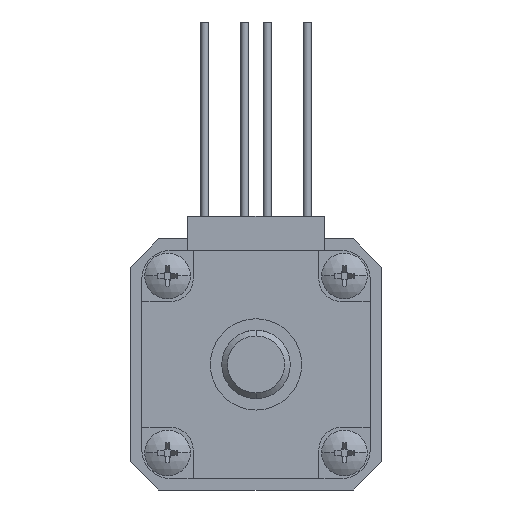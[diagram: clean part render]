
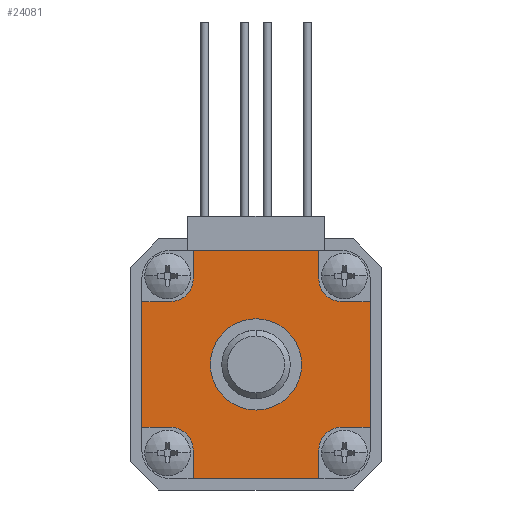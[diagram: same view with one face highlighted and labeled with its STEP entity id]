
A CAD part, front view. The second image highlights one B-rep face of the part: STEP entity #24081.
In plain terms, the highlighted planar face has unit normal (0, -1, 0).
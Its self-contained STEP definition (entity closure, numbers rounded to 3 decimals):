
#87 = AXIS2_PLACEMENT_3D ( 'NONE', #6098, #14792, #12098 ) ;
#94 = CIRCLE ( 'NONE', #22832, 2. ) ;
#163 = VERTEX_POINT ( 'NONE', #7450 ) ;
#419 = VERTEX_POINT ( 'NONE', #11975 ) ;
#465 = VECTOR ( 'NONE', #16736, 1000. ) ;
#528 = VECTOR ( 'NONE', #16509, 1000. ) ;
#653 = CARTESIAN_POINT ( 'NONE',  ( 7.5, 0., 7.5 ) ) ;
#661 = CARTESIAN_POINT ( 'NONE',  ( 0., 0., 0. ) ) ;
#960 = FACE_BOUND ( 'NONE', #19075, .T. ) ;
#972 = VERTEX_POINT ( 'NONE', #21323 ) ;
#1323 = DIRECTION ( 'NONE',  ( 0., 0., -1. ) ) ;
#1400 = EDGE_CURVE ( 'NONE', #12526, #20596, #6191, .T. ) ;
#1466 = CARTESIAN_POINT ( 'NONE',  ( 10., 0., 7.5 ) ) ;
#1505 = DIRECTION ( 'NONE',  ( 0., 0., 1. ) ) ;
#1631 = VERTEX_POINT ( 'NONE', #24952 ) ;
#1908 = ORIENTED_EDGE ( 'NONE', *, *, #12186, .T. ) ;
#2331 = CARTESIAN_POINT ( 'NONE',  ( -7.5, 0., 5.5 ) ) ;
#2411 = LINE ( 'NONE', #15382, #11885 ) ;
#3040 = ORIENTED_EDGE ( 'NONE', *, *, #9858, .T. ) ;
#3264 = CARTESIAN_POINT ( 'NONE',  ( -5.5, 0., 7.5 ) ) ;
#3521 = EDGE_CURVE ( 'NONE', #14092, #11170, #3629, .T. ) ;
#3629 = CIRCLE ( 'NONE', #19986, 2. ) ;
#3703 = EDGE_CURVE ( 'NONE', #5989, #16593, #12201, .T. ) ;
#3952 = VECTOR ( 'NONE', #8244, 1000. ) ;
#3988 = ORIENTED_EDGE ( 'NONE', *, *, #19569, .T. ) ;
#4270 = DIRECTION ( 'NONE',  ( 0., 0., 1. ) ) ;
#4493 = LINE ( 'NONE', #24168, #4667 ) ;
#4564 = AXIS2_PLACEMENT_3D ( 'NONE', #661, #10349, #1505 ) ;
#4667 = VECTOR ( 'NONE', #20012, 1000. ) ;
#4758 = CIRCLE ( 'NONE', #15683, 4. ) ;
#5043 = EDGE_CURVE ( 'NONE', #419, #23206, #4493, .T. ) ;
#5228 = PLANE ( 'NONE',  #23134 ) ;
#5324 = CARTESIAN_POINT ( 'NONE',  ( -5.5, 0., 7.5 ) ) ;
#5550 = VERTEX_POINT ( 'NONE', #2331 ) ;
#5591 = LINE ( 'NONE', #27109, #7857 ) ;
#5593 = EDGE_CURVE ( 'NONE', #24375, #972, #8611, .T. ) ;
#5867 = ORIENTED_EDGE ( 'NONE', *, *, #26819, .T. ) ;
#5873 = ORIENTED_EDGE ( 'NONE', *, *, #3703, .F. ) ;
#5989 = VERTEX_POINT ( 'NONE', #13980 ) ;
#6068 = VECTOR ( 'NONE', #16283, 1000. ) ;
#6098 = CARTESIAN_POINT ( 'NONE',  ( -7.5, 0., 7.5 ) ) ;
#6191 = LINE ( 'NONE', #25301, #465 ) ;
#6363 = ORIENTED_EDGE ( 'NONE', *, *, #27007, .T. ) ;
#6364 = CARTESIAN_POINT ( 'NONE',  ( -7.5, 0., -7.5 ) ) ;
#6465 = CARTESIAN_POINT ( 'NONE',  ( -10., 0., -5.5 ) ) ;
#7035 = CARTESIAN_POINT ( 'NONE',  ( 5.5, 0., 10. ) ) ;
#7293 = LINE ( 'NONE', #11562, #14547 ) ;
#7450 = CARTESIAN_POINT ( 'NONE',  ( -10., 0., 5.5 ) ) ;
#7687 = ORIENTED_EDGE ( 'NONE', *, *, #20968, .T. ) ;
#7857 = VECTOR ( 'NONE', #26972, 1000. ) ;
#8152 = VERTEX_POINT ( 'NONE', #23373 ) ;
#8244 = DIRECTION ( 'NONE',  ( -1., 0., 0. ) ) ;
#8245 = VERTEX_POINT ( 'NONE', #10273 ) ;
#8611 = LINE ( 'NONE', #6465, #21731 ) ;
#8926 = VERTEX_POINT ( 'NONE', #13345 ) ;
#9354 = DIRECTION ( 'NONE',  ( 0., 0., -1. ) ) ;
#9384 = EDGE_CURVE ( 'NONE', #1631, #23206, #9887, .T. ) ;
#9588 = CIRCLE ( 'NONE', #4564, 4. ) ;
#9858 = EDGE_CURVE ( 'NONE', #20714, #5550, #26021, .T. ) ;
#9887 = LINE ( 'NONE', #1466, #22823 ) ;
#10008 = VECTOR ( 'NONE', #13915, 1000. ) ;
#10083 = CARTESIAN_POINT ( 'NONE',  ( -5.5, 0., -10. ) ) ;
#10112 = DIRECTION ( 'NONE',  ( 0., 0., 1. ) ) ;
#10156 = EDGE_CURVE ( 'NONE', #19715, #8152, #9588, .T. ) ;
#10242 = ORIENTED_EDGE ( 'NONE', *, *, #5593, .T. ) ;
#10252 = ORIENTED_EDGE ( 'NONE', *, *, #13647, .T. ) ;
#10273 = CARTESIAN_POINT ( 'NONE',  ( 5.5, 0., -7.5 ) ) ;
#10349 = DIRECTION ( 'NONE',  ( 0., 1., 0. ) ) ;
#10625 = CARTESIAN_POINT ( 'NONE',  ( -10., 0., -5.5 ) ) ;
#10638 = ORIENTED_EDGE ( 'NONE', *, *, #22727, .T. ) ;
#11066 = DIRECTION ( 'NONE',  ( 0., 1., 0. ) ) ;
#11170 = VERTEX_POINT ( 'NONE', #19515 ) ;
#11562 = CARTESIAN_POINT ( 'NONE',  ( -5.5, 0., -7.5 ) ) ;
#11885 = VECTOR ( 'NONE', #4270, 1000. ) ;
#11899 = ORIENTED_EDGE ( 'NONE', *, *, #3521, .T. ) ;
#11975 = CARTESIAN_POINT ( 'NONE',  ( 7.5, 0., -5.5 ) ) ;
#12098 = DIRECTION ( 'NONE',  ( 0., 0., 1. ) ) ;
#12186 = EDGE_CURVE ( 'NONE', #8152, #19715, #4758, .T. ) ;
#12201 = LINE ( 'NONE', #20866, #10008 ) ;
#12386 = VECTOR ( 'NONE', #25051, 1000. ) ;
#12499 = DIRECTION ( 'NONE',  ( 0., 0., -1. ) ) ;
#12526 = VERTEX_POINT ( 'NONE', #27052 ) ;
#12533 = ORIENTED_EDGE ( 'NONE', *, *, #1400, .F. ) ;
#13136 = EDGE_LOOP ( 'NONE', ( #6363, #3040, #10252, #16540, #10242, #14908, #7687, #5873, #3988, #10638, #18224, #13522, #16346, #11899, #5867, #12533 ) ) ;
#13218 = ORIENTED_EDGE ( 'NONE', *, *, #10156, .T. ) ;
#13345 = CARTESIAN_POINT ( 'NONE',  ( -5.5, 0., -7.5 ) ) ;
#13522 = ORIENTED_EDGE ( 'NONE', *, *, #9384, .F. ) ;
#13640 = DIRECTION ( 'NONE',  ( 0., 1., 0. ) ) ;
#13647 = EDGE_CURVE ( 'NONE', #5550, #163, #17067, .T. ) ;
#13915 = DIRECTION ( 'NONE',  ( -1., 0., 0. ) ) ;
#13980 = CARTESIAN_POINT ( 'NONE',  ( 5.5, 0., -10. ) ) ;
#14092 = VERTEX_POINT ( 'NONE', #23175 ) ;
#14404 = DIRECTION ( 'NONE',  ( 0., 0., 1. ) ) ;
#14547 = VECTOR ( 'NONE', #15689, 1000. ) ;
#14572 = CARTESIAN_POINT ( 'NONE',  ( 0., 0., -4. ) ) ;
#14792 = DIRECTION ( 'NONE',  ( 0., 1., 0. ) ) ;
#14908 = ORIENTED_EDGE ( 'NONE', *, *, #17856, .T. ) ;
#15382 = CARTESIAN_POINT ( 'NONE',  ( 5.5, 0., 7.5 ) ) ;
#15553 = CARTESIAN_POINT ( 'NONE',  ( 10., 0., -5.5 ) ) ;
#15683 = AXIS2_PLACEMENT_3D ( 'NONE', #17100, #23100, #14404 ) ;
#15689 = DIRECTION ( 'NONE',  ( 0., 0., -1. ) ) ;
#16229 = DIRECTION ( 'NONE',  ( 0., 1., 0. ) ) ;
#16283 = DIRECTION ( 'NONE',  ( 0., 0., 1. ) ) ;
#16346 = ORIENTED_EDGE ( 'NONE', *, *, #18587, .T. ) ;
#16509 = DIRECTION ( 'NONE',  ( 0., 0., -1. ) ) ;
#16540 = ORIENTED_EDGE ( 'NONE', *, *, #17826, .F. ) ;
#16593 = VERTEX_POINT ( 'NONE', #10083 ) ;
#16736 = DIRECTION ( 'NONE',  ( 1., 0., 0. ) ) ;
#17067 = LINE ( 'NONE', #25772, #3952 ) ;
#17100 = CARTESIAN_POINT ( 'NONE',  ( 0., 0., 0. ) ) ;
#17826 = EDGE_CURVE ( 'NONE', #24375, #163, #23187, .T. ) ;
#17856 = EDGE_CURVE ( 'NONE', #972, #8926, #94, .T. ) ;
#18050 = CARTESIAN_POINT ( 'NONE',  ( -7.5, 0., 7.5 ) ) ;
#18224 = ORIENTED_EDGE ( 'NONE', *, *, #5043, .T. ) ;
#18543 = AXIS2_PLACEMENT_3D ( 'NONE', #20914, #16229, #10112 ) ;
#18568 = LINE ( 'NONE', #25129, #6068 ) ;
#18587 = EDGE_CURVE ( 'NONE', #1631, #14092, #5591, .T. ) ;
#19075 = EDGE_LOOP ( 'NONE', ( #13218, #1908 ) ) ;
#19515 = CARTESIAN_POINT ( 'NONE',  ( 5.5, 0., 7.5 ) ) ;
#19569 = EDGE_CURVE ( 'NONE', #5989, #8245, #18568, .T. ) ;
#19715 = VERTEX_POINT ( 'NONE', #14572 ) ;
#19986 = AXIS2_PLACEMENT_3D ( 'NONE', #653, #11066, #9354 ) ;
#20012 = DIRECTION ( 'NONE',  ( 1., 0., 0. ) ) ;
#20596 = VERTEX_POINT ( 'NONE', #7035 ) ;
#20714 = VERTEX_POINT ( 'NONE', #5324 ) ;
#20866 = CARTESIAN_POINT ( 'NONE',  ( -7.5, 0., -10. ) ) ;
#20914 = CARTESIAN_POINT ( 'NONE',  ( 7.5, 0., -7.5 ) ) ;
#20968 = EDGE_CURVE ( 'NONE', #8926, #16593, #7293, .T. ) ;
#21323 = CARTESIAN_POINT ( 'NONE',  ( -7.5, 0., -5.5 ) ) ;
#21461 = DIRECTION ( 'NONE',  ( 0., 1., 0. ) ) ;
#21731 = VECTOR ( 'NONE', #23857, 1000. ) ;
#22172 = FACE_OUTER_BOUND ( 'NONE', #13136, .T. ) ;
#22727 = EDGE_CURVE ( 'NONE', #8245, #419, #23548, .T. ) ;
#22823 = VECTOR ( 'NONE', #1323, 1000. ) ;
#22832 = AXIS2_PLACEMENT_3D ( 'NONE', #6364, #21461, #12499 ) ;
#23100 = DIRECTION ( 'NONE',  ( 0., 1., 0. ) ) ;
#23134 = AXIS2_PLACEMENT_3D ( 'NONE', #18050, #13640, #24753 ) ;
#23175 = CARTESIAN_POINT ( 'NONE',  ( 7.5, 0., 5.5 ) ) ;
#23187 = LINE ( 'NONE', #27173, #12386 ) ;
#23206 = VERTEX_POINT ( 'NONE', #15553 ) ;
#23373 = CARTESIAN_POINT ( 'NONE',  ( 0., 0., 4. ) ) ;
#23548 = CIRCLE ( 'NONE', #18543, 2. ) ;
#23857 = DIRECTION ( 'NONE',  ( 1., 0., 0. ) ) ;
#24081 = ADVANCED_FACE ( 'NONE', ( #960, #22172 ), #5228, .F. ) ;
#24168 = CARTESIAN_POINT ( 'NONE',  ( 10., 0., -5.5 ) ) ;
#24375 = VERTEX_POINT ( 'NONE', #10625 ) ;
#24753 = DIRECTION ( 'NONE',  ( 0., 0., 1. ) ) ;
#24952 = CARTESIAN_POINT ( 'NONE',  ( 10., 0., 5.5 ) ) ;
#25051 = DIRECTION ( 'NONE',  ( 0., 0., 1. ) ) ;
#25129 = CARTESIAN_POINT ( 'NONE',  ( 5.5, 0., -7.5 ) ) ;
#25301 = CARTESIAN_POINT ( 'NONE',  ( -7.5, 0., 10. ) ) ;
#25484 = LINE ( 'NONE', #3264, #528 ) ;
#25772 = CARTESIAN_POINT ( 'NONE',  ( -10., 0., 5.5 ) ) ;
#26021 = CIRCLE ( 'NONE', #87, 2. ) ;
#26819 = EDGE_CURVE ( 'NONE', #11170, #20596, #2411, .T. ) ;
#26972 = DIRECTION ( 'NONE',  ( -1., 0., 0. ) ) ;
#27007 = EDGE_CURVE ( 'NONE', #12526, #20714, #25484, .T. ) ;
#27052 = CARTESIAN_POINT ( 'NONE',  ( -5.5, 0., 10. ) ) ;
#27109 = CARTESIAN_POINT ( 'NONE',  ( 10., 0., 5.5 ) ) ;
#27173 = CARTESIAN_POINT ( 'NONE',  ( -10., 0., 7.5 ) ) ;
